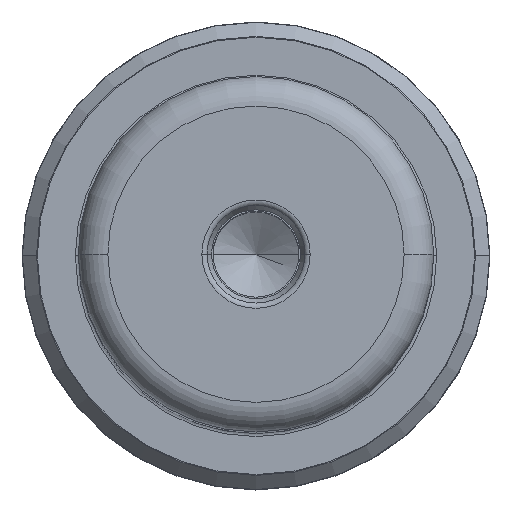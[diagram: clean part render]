
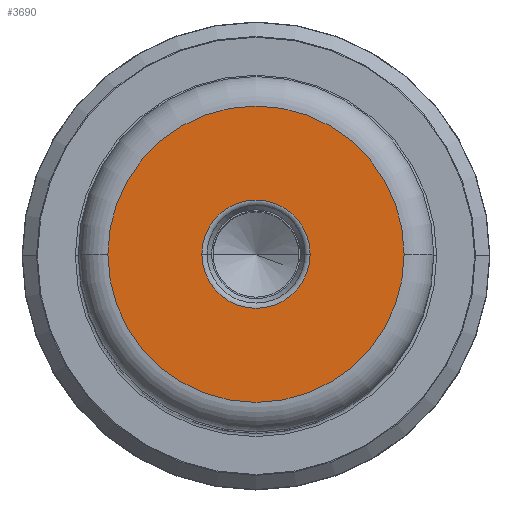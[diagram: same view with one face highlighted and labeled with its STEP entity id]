
A CAD part, top view. The second image highlights one B-rep face of the part: STEP entity #3690.
In plain terms, the highlighted planar face has unit normal (0, 0, 1).
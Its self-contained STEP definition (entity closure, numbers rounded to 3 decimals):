
#92 = DIRECTION ( 'NONE',  ( 0., 0., -1. ) ) ;
#103 = VERTEX_POINT ( 'NONE', #3745 ) ;
#104 = CARTESIAN_POINT ( 'NONE',  ( 0., 0., 222. ) ) ;
#409 = FACE_OUTER_BOUND ( 'NONE', #2766, .T. ) ;
#430 = DIRECTION ( 'NONE',  ( 0., 0., -1. ) ) ;
#433 = CARTESIAN_POINT ( 'NONE',  ( 25.017, 0., 222. ) ) ;
#769 = DIRECTION ( 'NONE',  ( -1., 0., 0. ) ) ;
#900 = CARTESIAN_POINT ( 'NONE',  ( 9.138, 0., 222. ) ) ;
#1214 = CIRCLE ( 'NONE', #3882, 9.138 ) ;
#1297 = CIRCLE ( 'NONE', #4040, 9.138 ) ;
#1407 = ORIENTED_EDGE ( 'NONE', *, *, #2242, .T. ) ;
#1459 = CARTESIAN_POINT ( 'NONE',  ( 0., 0., 222. ) ) ;
#1496 = ORIENTED_EDGE ( 'NONE', *, *, #4165, .T. ) ;
#1823 = DIRECTION ( 'NONE',  ( 1., 0., 0. ) ) ;
#1981 = FACE_BOUND ( 'NONE', #4203, .T. ) ;
#2090 = AXIS2_PLACEMENT_3D ( 'NONE', #3863, #3886, #4223 ) ;
#2127 = DIRECTION ( 'NONE',  ( -1., 0., 0. ) ) ;
#2135 = CARTESIAN_POINT ( 'NONE',  ( -9.138, 0., 222. ) ) ;
#2242 = EDGE_CURVE ( 'NONE', #4399, #4034, #1297, .T. ) ;
#2556 = CARTESIAN_POINT ( 'NONE',  ( 0., 0., 222. ) ) ;
#2766 = EDGE_LOOP ( 'NONE', ( #3670, #1496 ) ) ;
#2815 = DIRECTION ( 'NONE',  ( 0., 0., 1. ) ) ;
#3040 = EDGE_CURVE ( 'NONE', #3434, #103, #3895, .T. ) ;
#3147 = CARTESIAN_POINT ( 'NONE',  ( 0., 0., 222. ) ) ;
#3316 = AXIS2_PLACEMENT_3D ( 'NONE', #2556, #3797, #3364 ) ;
#3364 = DIRECTION ( 'NONE',  ( 1., 0., 0. ) ) ;
#3434 = VERTEX_POINT ( 'NONE', #433 ) ;
#3491 = ORIENTED_EDGE ( 'NONE', *, *, #3702, .T. ) ;
#3493 = PLANE ( 'NONE',  #4242 ) ;
#3670 = ORIENTED_EDGE ( 'NONE', *, *, #3040, .T. ) ;
#3690 = ADVANCED_FACE ( 'NONE', ( #1981, #409 ), #3493, .T. ) ;
#3702 = EDGE_CURVE ( 'NONE', #4034, #4399, #1214, .T. ) ;
#3745 = CARTESIAN_POINT ( 'NONE',  ( -25.017, 0., 222. ) ) ;
#3797 = DIRECTION ( 'NONE',  ( 0., 0., 1. ) ) ;
#3863 = CARTESIAN_POINT ( 'NONE',  ( 0., 0., 222. ) ) ;
#3882 = AXIS2_PLACEMENT_3D ( 'NONE', #104, #430, #769 ) ;
#3886 = DIRECTION ( 'NONE',  ( 0., 0., 1. ) ) ;
#3895 = CIRCLE ( 'NONE', #2090, 25.017 ) ;
#4034 = VERTEX_POINT ( 'NONE', #900 ) ;
#4040 = AXIS2_PLACEMENT_3D ( 'NONE', #3147, #92, #2127 ) ;
#4097 = CIRCLE ( 'NONE', #3316, 25.017 ) ;
#4165 = EDGE_CURVE ( 'NONE', #103, #3434, #4097, .T. ) ;
#4203 = EDGE_LOOP ( 'NONE', ( #1407, #3491 ) ) ;
#4223 = DIRECTION ( 'NONE',  ( 1., 0., 0. ) ) ;
#4242 = AXIS2_PLACEMENT_3D ( 'NONE', #1459, #2815, #1823 ) ;
#4399 = VERTEX_POINT ( 'NONE', #2135 ) ;
